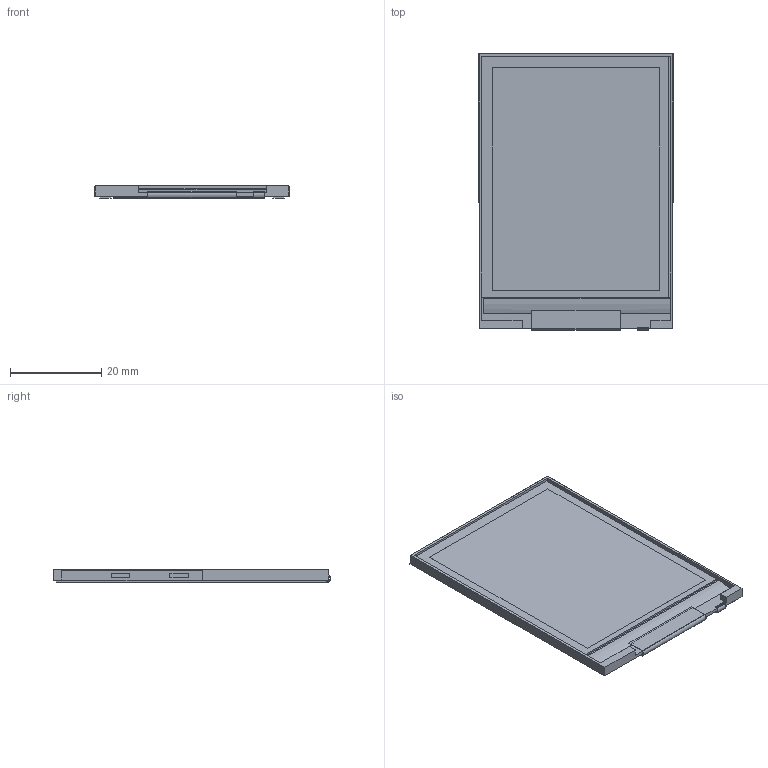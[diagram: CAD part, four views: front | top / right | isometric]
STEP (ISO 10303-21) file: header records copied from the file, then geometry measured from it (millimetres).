
FILE_DESCRIPTION(/* description */ ('Unknown'),/* implementation_level */ '2;1');
FILE_NAME(/* name */ '2.4in TFT(Without Glass)- Tucked Cable',/* time_stamp */ '2018-10-30T16:56:51-04:00',/* author */ ('Unknown'),/* organization */ ('Unknown'),/* preprocessor_version */ 'ST-DEVELOPER v16.7',/* originating_system */ 'DEX',/* authorisation */ $);
FILE_SCHEMA (('AUTOMOTIVE_DESIGN {1 0 10303 214 3 1 1}'));
Length unit declared in the file: millimetre
Products named in the file (1): 2.4in TFT(Without Glass)- Tucked Cable
Bounding box: 42.75 x 60.82 x 2.74 mm (x, y, z)
Volume: 4735.7 mm3; surface area: 7647.1 mm2
Topology: 1 solids, 21 shells, 459 faces, 1209 edges, 806 vertices
Faces by surface type: plane 402, bspline 47, cylinder 10
Entity records: 19282 total; most frequent: CARTESIAN_POINT 5406, ORIENTED_EDGE 2406, DIRECTION 1751, EDGE_CURVE 1203, LINE 881, VECTOR 881, VERTEX_POINT 806, EDGE_LOOP 493
